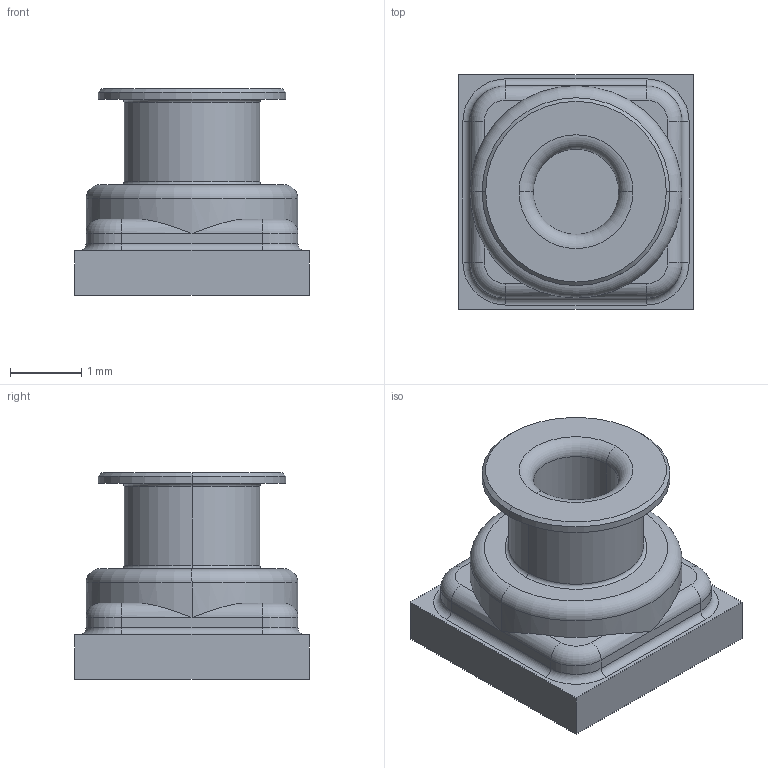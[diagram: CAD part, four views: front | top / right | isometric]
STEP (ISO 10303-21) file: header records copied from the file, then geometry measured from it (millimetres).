
FILE_DESCRIPTION (( 'STEP AP214' ), '1' );
FILE_NAME ('LPS33HW.STEP', '2019-04-17T14:36:02', ( '' ), ( '' ), 'SwSTEP 2.0', 'SolidWorks 2018', '' );
FILE_SCHEMA (( 'AUTOMOTIVE_DESIGN' ));
Length unit declared in the file: millimetre
Products named in the file (1): LPS33HW
Bounding box: 3.3 x 3.3 x 2.9 mm (x, y, z)
Volume: 16.6 mm3; surface area: 55.5 mm2
Topology: 1 solids, 1 shells, 60 faces, 130 edges, 76 vertices
Faces by surface type: cylinder 24, plane 18, torus 16, cone 2
Entity records: 2344 total; most frequent: DIRECTION 312, CARTESIAN_POINT 307, ORIENTED_EDGE 260, EDGE_CURVE 130, AXIS2_PLACEMENT_3D 129, VERTEX_POINT 76, CIRCLE 68, EDGE_LOOP 64
